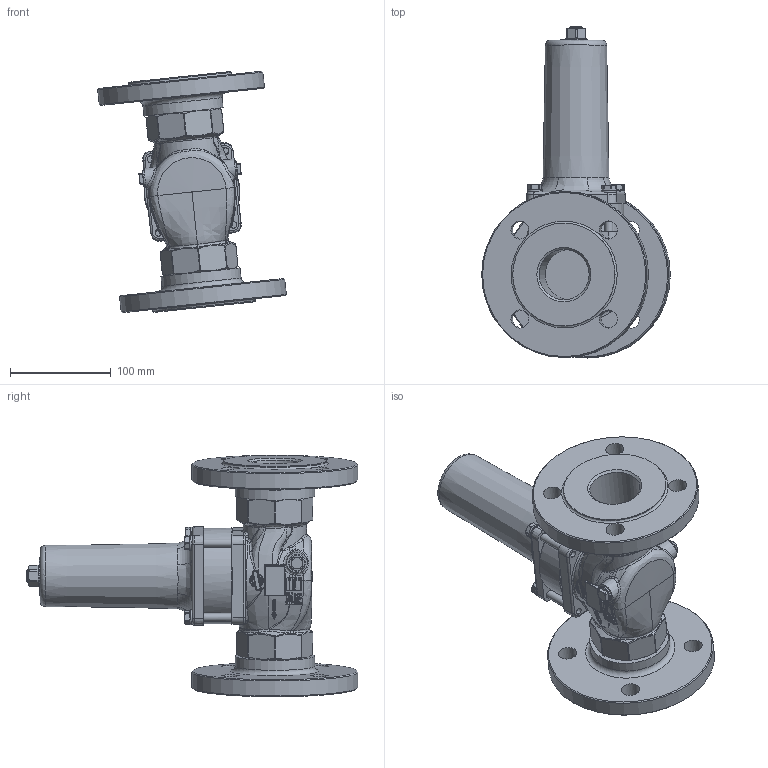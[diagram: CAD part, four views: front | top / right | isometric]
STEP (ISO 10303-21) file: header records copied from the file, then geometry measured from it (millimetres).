
FILE_DESCRIPTION(/* description */ (''),/* implementation_level */ '2;1');
FILE_NAME(/* name */ '082507.stp',/* time_stamp */ '2014-09-11T17:03:56+02:00',/* author */ ('powierski'),/* organization */ (''),/* preprocessor_version */ 'ST-DEVELOPER v15.2',/* originating_system */ 'Autodesk Inventor 2014',/* authorisation */ '');
FILE_SCHEMA (('AUTOMOTIVE_DESIGN { 1 0 10303 214 3 1 1 }'));
Products named in the file (1): 082507_Shrinkwrap_1
Bounding box: 187.37 x 329.57 x 239.86 mm (x, y, z)
Volume: 2259379.9 mm3; surface area: 227361.5 mm2
Topology: 1 solids, 1 shells, 1324 faces, 3228 edges, 1882 vertices
Faces by surface type: bspline 633, cylinder 259, plane 249, cone 93, torus 46, sphere 44
Full cylindrical faces by diameter (mm): 6.647 x4, 8 x4, 8.5 x4, 10 x3, 12 x1, 16.5 x2, 18 x8, 20 x1, 50 x2, 79 x2, 95 x1, 102 x2, 165 x2
Entity records: 67871 total; most frequent: CARTESIAN_POINT 40829, ORIENTED_EDGE 6164, DIRECTION 3890, EDGE_CURVE 3082, VERTEX_POINT 1852, AXIS2_PLACEMENT_3D 1657, EDGE_LOOP 1446, B_SPLINE_CURVE_WITH_KNOTS 1417
